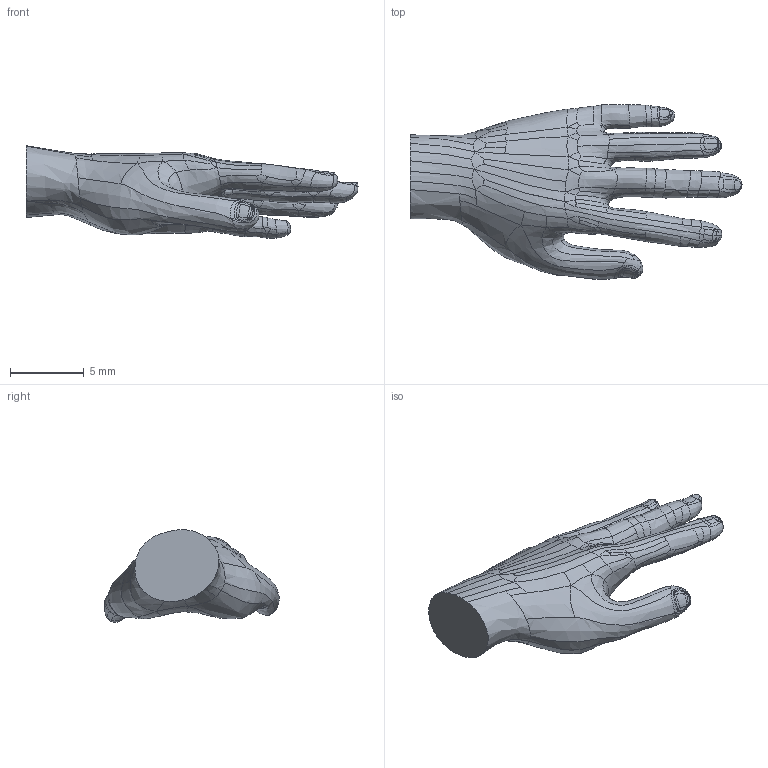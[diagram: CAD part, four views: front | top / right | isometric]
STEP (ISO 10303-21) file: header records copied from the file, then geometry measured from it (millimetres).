
FILE_DESCRIPTION(/* description */ ('','CAx-IF Rec.Pracs.---Representation and Presentation of Product Manufacturing Information (PMI)---3.8---2014-02-18'),/* implementation_level */ '2;1');
FILE_NAME(/* name */ 'HAND.stp',/* time_stamp */ '2015-09-14T08:35:14+02:00',/* author */ ('ms'),/* organization */ ('Marcel Aubert'),/* preprocessor_version */ 'ST-DEVELOPER v16.1',/* originating_system */ 'Autodesk Inventor 2016',/* authorisation */ '');
FILE_SCHEMA (('AP242_MANAGED_MODEL_BASED_3D_ENGINEERING_MIM_LF { 1 0 10303 442 1 1 4 }'));
Products named in the file (1): HAND
Bounding box: 22.45 x 11.82 x 6.25 mm (x, y, z)
Volume: 464.9 mm3; surface area: 519.4 mm2
Topology: 1 solids, 1 shells, 288 faces, 656 edges, 370 vertices
Faces by surface type: bspline 288
Entity records: 86295 total; most frequent: CARTESIAN_POINT 82747, ORIENTED_EDGE 1312, EDGE_CURVE 656, VERTEX_POINT 370, B_SPLINE_CURVE_WITH_KNOTS 306, FACE_OUTER_BOUND 288, EDGE_LOOP 288, ADVANCED_FACE 288
